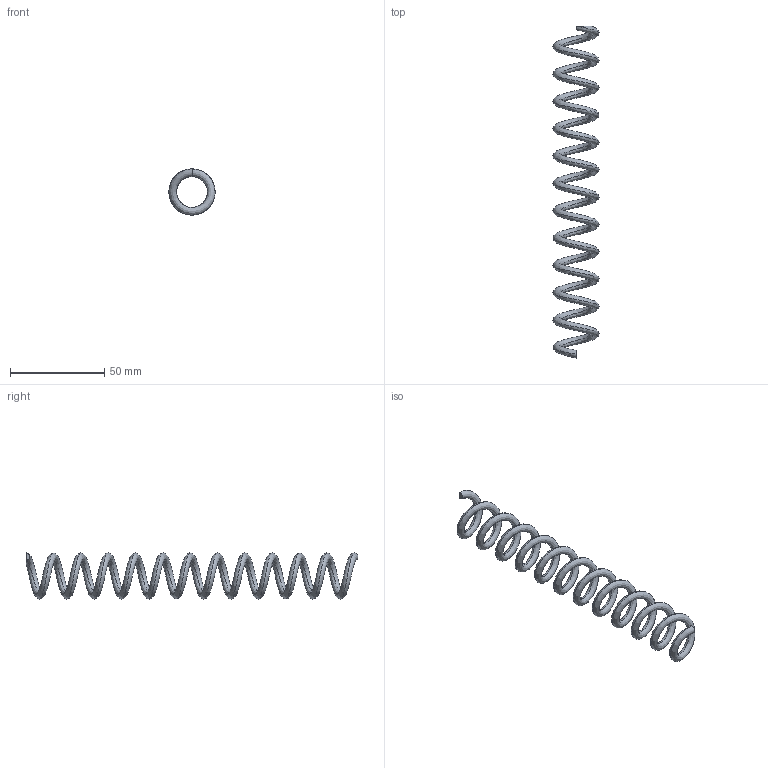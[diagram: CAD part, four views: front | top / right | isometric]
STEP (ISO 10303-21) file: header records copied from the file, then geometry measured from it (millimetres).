
FILE_DESCRIPTION (( 'STEP AP203' ), '1' );
FILE_NAME ('Spring_Default_sldprt.STEP', '2021-06-21T20:04:48', ( '' ), ( '' ), 'SwSTEP 2.0', 'SolidWorks 2018', '' );
FILE_SCHEMA (( 'CONFIG_CONTROL_DESIGN' ));
Length unit declared in the file: millimetre
Products named in the file (1): Spring_Default_sldprt
Bounding box: 24.5 x 176.41 x 24.5 mm (x, y, z)
Volume: 9698.4 mm3; surface area: 9862.7 mm2
Topology: 1 solids, 1 shells, 5 faces, 7 edges, 4 vertices
Faces by surface type: plane 3, bspline 2
Entity records: 3518 total; most frequent: CARTESIAN_POINT 3366, DIRECTION 15, ORIENTED_EDGE 14, PERSON_AND_ORGANIZATION 8, EDGE_CURVE 7, AXIS2_PLACEMENT_3D 7, LOCAL_TIME 5, EDGE_LOOP 5
